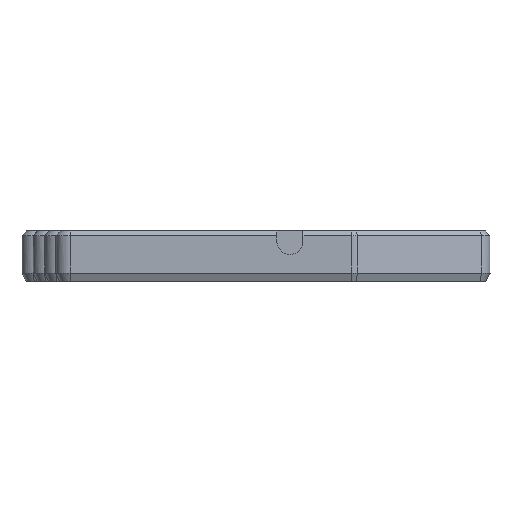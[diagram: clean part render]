
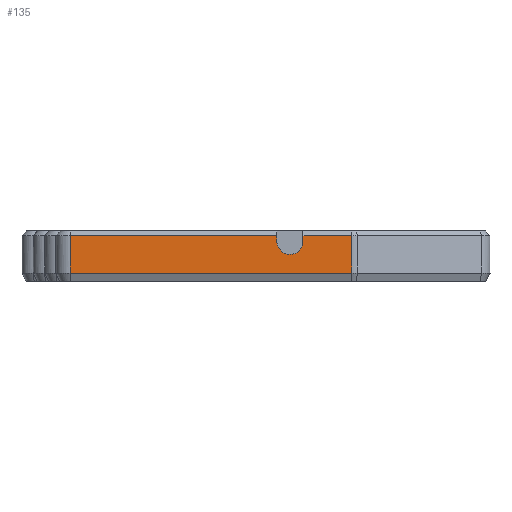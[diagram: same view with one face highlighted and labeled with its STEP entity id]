
A CAD part, left-side view. The second image highlights one B-rep face of the part: STEP entity #135.
In plain terms, the highlighted planar face has unit normal (-1, 0, 0).
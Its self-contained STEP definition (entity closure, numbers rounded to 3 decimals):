
#135=ADVANCED_FACE('',(#293),#2463,.T.);
#293=FACE_OUTER_BOUND('',#456,.T.);
#456=EDGE_LOOP('',(#963,#964,#965,#966,#967,#968,#969,#970));
#963=ORIENTED_EDGE('',*,*,#1648,.T.);
#964=ORIENTED_EDGE('',*,*,#1649,.F.);
#965=ORIENTED_EDGE('',*,*,#1652,.F.);
#966=ORIENTED_EDGE('',*,*,#1489,.T.);
#967=ORIENTED_EDGE('',*,*,#1598,.T.);
#968=ORIENTED_EDGE('',*,*,#1504,.F.);
#969=ORIENTED_EDGE('',*,*,#1503,.F.);
#970=ORIENTED_EDGE('',*,*,#1650,.F.);
#1489=EDGE_CURVE('',#2258,#2310,#1770,.T.);
#1503=EDGE_CURVE('',#2333,#2267,#1974,.T.);
#1504=EDGE_CURVE('',#2267,#2317,#1975,.T.);
#1598=EDGE_CURVE('',#2310,#2317,#2038,.T.);
#1648=EDGE_CURVE('',#2335,#2336,#2066,.T.);
#1649=EDGE_CURVE('',#2332,#2336,#2067,.T.);
#1650=EDGE_CURVE('',#2335,#2333,#2068,.T.);
#1652=EDGE_CURVE('',#2258,#2332,#2070,.T.);
#1770=(
BOUNDED_CURVE()
B_SPLINE_CURVE(1,(#3848,#3849),.UNSPECIFIED.,.F.,.F.)
B_SPLINE_CURVE_WITH_KNOTS((2,2),(1.,8.9),.UNSPECIFIED.)
CURVE()
GEOMETRIC_REPRESENTATION_ITEM()
RATIONAL_B_SPLINE_CURVE((1.,1.))
REPRESENTATION_ITEM('')
);
#1974=B_SPLINE_CURVE_WITH_KNOTS('',1,(#3877,#3878),.UNSPECIFIED.,.F.,.F.,
(2,2),(49.067,59.346),.UNSPECIFIED.);
#1975=B_SPLINE_CURVE_WITH_KNOTS('',1,(#3879,#3880),.UNSPECIFIED.,.F.,.F.,
(2,2),(1.,8.9),.UNSPECIFIED.);
#2038=B_SPLINE_CURVE_WITH_KNOTS('',1,(#4132,#4133),.UNSPECIFIED.,.F.,.F.,
(2,2),(-229.327,-169.085),.UNSPECIFIED.);
#2066=B_SPLINE_CURVE_WITH_KNOTS('',3,(#4264,#4265,#4266,#4267,#4268,#4269,
#4270,#4271,#4272,#4273,#4274,#4275,#4276,#4277,#4278,#4279,#4280,#4281,
#4282,#4283,#4284,#4285,#4286),.UNSPECIFIED.,.F.,.F.,(4,2,2,2,2,3,2,2,2,
2,4),(0.,1.086,2.172,3.259,3.8,
4.342,4.895,5.426,6.512,7.598,
8.685),.UNSPECIFIED.);
#2067=B_SPLINE_CURVE_WITH_KNOTS('',1,(#4287,#4288),.UNSPECIFIED.,.F.,.F.,
(2,2),(-0.98,0.),.UNSPECIFIED.);
#2068=B_SPLINE_CURVE_WITH_KNOTS('',1,(#4289,#4290),.UNSPECIFIED.,.F.,.F.,
(2,2),(0.,0.98),.UNSPECIFIED.);
#2070=B_SPLINE_CURVE_WITH_KNOTS('',1,(#4293,#4294),.UNSPECIFIED.,.F.,.F.,
(2,2),(0.,43.567),.UNSPECIFIED.);
#2258=VERTEX_POINT('',#3237);
#2267=VERTEX_POINT('',#3246);
#2310=VERTEX_POINT('',#3289);
#2317=VERTEX_POINT('',#3296);
#2332=VERTEX_POINT('',#3311);
#2333=VERTEX_POINT('',#3312);
#2335=VERTEX_POINT('',#3314);
#2336=VERTEX_POINT('',#3315);
#2463=PLANE('',#2605);
#2605=AXIS2_PLACEMENT_3D('',#2979,#2744,$);
#2744=DIRECTION('',(-1.,0.,0.));
#2979=CARTESIAN_POINT('',(-316.584,396.686,11.18));
#3237=CARTESIAN_POINT('',(-316.584,396.686,11.18));
#3246=CARTESIAN_POINT('',(-316.584,337.34,11.18));
#3289=CARTESIAN_POINT('',(-316.584,396.686,3.28));
#3296=CARTESIAN_POINT('',(-316.584,337.34,3.28));
#3311=CARTESIAN_POINT('',(-316.584,353.119,11.18));
#3312=CARTESIAN_POINT('',(-316.584,347.619,11.18));
#3314=CARTESIAN_POINT('',(-316.584,347.619,9.95));
#3315=CARTESIAN_POINT('',(-316.584,353.119,9.95));
#3848=CARTESIAN_POINT('',(-316.584,396.686,11.18));
#3849=CARTESIAN_POINT('',(-316.584,396.686,3.28));
#3877=CARTESIAN_POINT('',(-316.584,347.619,11.18));
#3878=CARTESIAN_POINT('',(-316.584,337.34,11.18));
#3879=CARTESIAN_POINT('',(-316.584,337.34,11.18));
#3880=CARTESIAN_POINT('',(-316.584,337.34,3.28));
#4132=CARTESIAN_POINT('',(-316.584,396.686,3.28));
#4133=CARTESIAN_POINT('',(-316.584,337.34,3.28));
#4264=CARTESIAN_POINT('',(-316.584,347.619,9.95));
#4265=CARTESIAN_POINT('',(-316.584,347.619,9.589));
#4266=CARTESIAN_POINT('',(-316.584,347.69,9.231));
#4267=CARTESIAN_POINT('',(-316.584,347.966,8.564));
#4268=CARTESIAN_POINT('',(-316.584,348.169,8.261));
#4269=CARTESIAN_POINT('',(-316.584,348.679,7.75));
#4270=CARTESIAN_POINT('',(-316.584,348.983,7.548));
#4271=CARTESIAN_POINT('',(-316.584,349.483,7.34));
#4272=CARTESIAN_POINT('',(-316.584,349.655,7.288));
#4273=CARTESIAN_POINT('',(-316.584,350.009,7.218));
#4274=CARTESIAN_POINT('',(-316.584,350.188,7.2));
#4275=CARTESIAN_POINT('',(-316.584,350.369,7.2));
#4276=CARTESIAN_POINT('',(-316.584,350.552,7.2));
#4277=CARTESIAN_POINT('',(-316.584,350.735,7.218));
#4278=CARTESIAN_POINT('',(-316.584,351.089,7.29));
#4279=CARTESIAN_POINT('',(-316.584,351.258,7.342));
#4280=CARTESIAN_POINT('',(-316.584,351.755,7.548));
#4281=CARTESIAN_POINT('',(-316.584,352.058,7.75));
#4282=CARTESIAN_POINT('',(-316.584,352.569,8.261));
#4283=CARTESIAN_POINT('',(-316.584,352.771,8.564));
#4284=CARTESIAN_POINT('',(-316.584,353.047,9.231));
#4285=CARTESIAN_POINT('',(-316.584,353.119,9.589));
#4286=CARTESIAN_POINT('',(-316.584,353.119,9.95));
#4287=CARTESIAN_POINT('',(-316.584,353.119,11.18));
#4288=CARTESIAN_POINT('',(-316.584,353.119,9.95));
#4289=CARTESIAN_POINT('',(-316.584,347.619,9.95));
#4290=CARTESIAN_POINT('',(-316.584,347.619,11.18));
#4293=CARTESIAN_POINT('',(-316.584,396.686,11.18));
#4294=CARTESIAN_POINT('',(-316.584,353.119,11.18));
